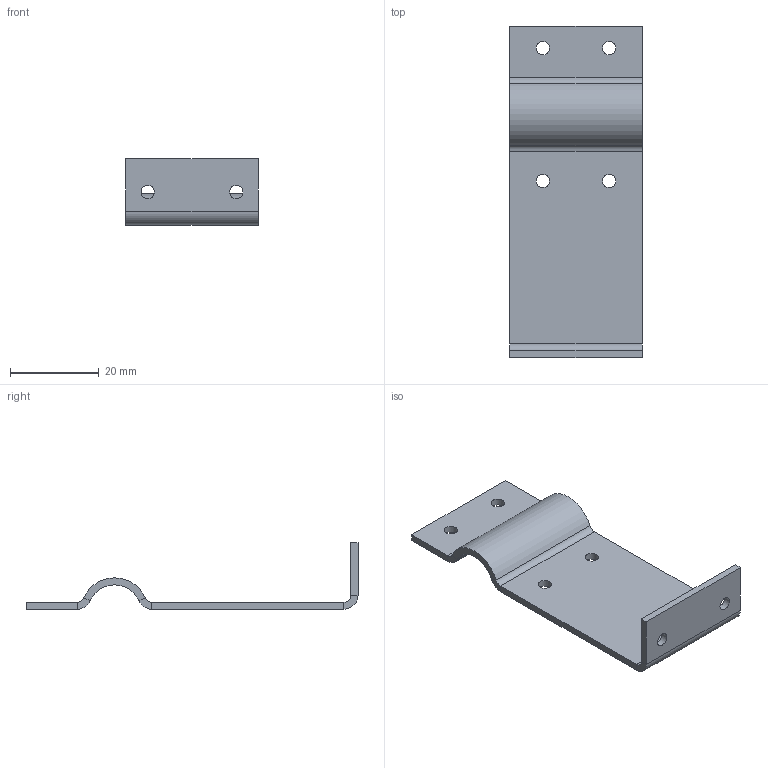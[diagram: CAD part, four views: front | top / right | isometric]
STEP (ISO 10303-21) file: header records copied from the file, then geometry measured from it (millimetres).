
FILE_DESCRIPTION(/* description */ (''),/* implementation_level */ '2;1');
FILE_NAME(/* name */ 'laserholder.stp',/* time_stamp */ '2016-05-22T17:26:39-07:00',/* author */ ('cruiser'),/* organization */ (''),/* preprocessor_version */ 'ST-DEVELOPER v15.2',/* originating_system */ 'Autodesk Inventor 2014',/* authorisation */ '');
FILE_SCHEMA (('AUTOMOTIVE_DESIGN { 1 0 10303 214 3 1 1 }'));
Length unit declared in the file: millimetre
Products named in the file (1): laserholder
Bounding box: 30 x 75 x 15 mm (x, y, z)
Volume: 4306.5 mm3; surface area: 5902.1 mm2
Topology: 1 solids, 1 shells, 36 faces, 78 edges, 44 vertices
Faces by surface type: plane 22, cylinder 14
Full cylindrical faces by diameter (mm): 3 x6
Entity records: 976 total; most frequent: DIRECTION 174, CARTESIAN_POINT 153, ORIENTED_EDGE 144, EDGE_CURVE 72, AXIS2_PLACEMENT_3D 65, EDGE_LOOP 54, LINE 44, VECTOR 44
